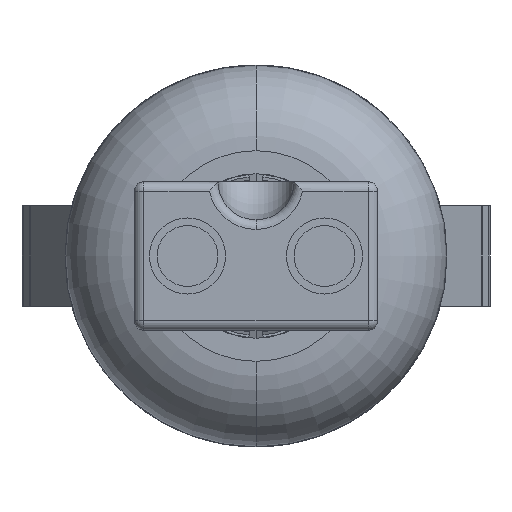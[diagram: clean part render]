
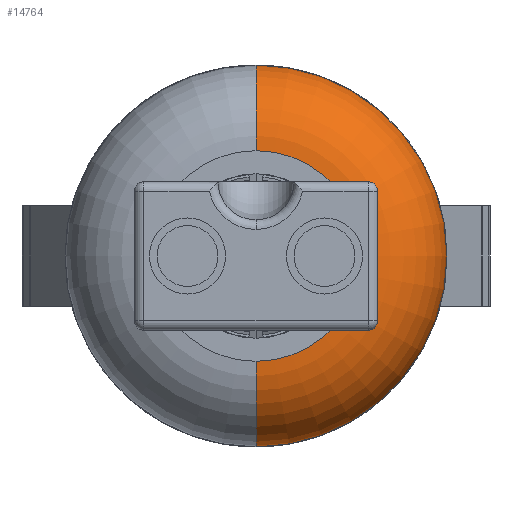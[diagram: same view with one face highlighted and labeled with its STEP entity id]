
A CAD part, left-side view. The second image highlights one B-rep face of the part: STEP entity #14764.
In plain terms, the highlighted toroidal (fillet/blend) face has major radius 5.535 mm and minor radius 4.5 mm.
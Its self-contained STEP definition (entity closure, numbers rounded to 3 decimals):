
#28 = AXIS2_PLACEMENT_3D ( 'NONE', #13517, #7569, #12094 ) ;
#881 = AXIS2_PLACEMENT_3D ( 'NONE', #11079, #3909, #3960 ) ;
#1560 = CARTESIAN_POINT ( 'NONE',  ( 199.87, 0., -10.035 ) ) ;
#2496 = CARTESIAN_POINT ( 'NONE',  ( 195.37, 0., 0. ) ) ;
#2553 = CIRCLE ( 'NONE', #5603, 5.535 ) ;
#2672 = CARTESIAN_POINT ( 'NONE',  ( 199.87, 0., 10.035 ) ) ;
#3385 = CIRCLE ( 'NONE', #13221, 4.5 ) ;
#3477 = FACE_OUTER_BOUND ( 'NONE', #14496, .T. ) ;
#3909 = DIRECTION ( 'NONE',  ( 0., -1., 0. ) ) ;
#3960 = DIRECTION ( 'NONE',  ( 0., 0., -1. ) ) ;
#4090 = VERTEX_POINT ( 'NONE', #2672 ) ;
#4295 = CARTESIAN_POINT ( 'NONE',  ( 195.37, 0., 5.535 ) ) ;
#4321 = EDGE_CURVE ( 'NONE', #6089, #4090, #3385, .T. ) ;
#4889 = DIRECTION ( 'NONE',  ( 0., 0., 1. ) ) ;
#5603 = AXIS2_PLACEMENT_3D ( 'NONE', #2496, #10795, #4889 ) ;
#6089 = VERTEX_POINT ( 'NONE', #4295 ) ;
#6167 = CIRCLE ( 'NONE', #881, 4.5 ) ;
#6341 = AXIS2_PLACEMENT_3D ( 'NONE', #14805, #6460, #7809 ) ;
#6460 = DIRECTION ( 'NONE',  ( 1., 0., 0. ) ) ;
#6842 = TOROIDAL_SURFACE ( 'NONE', #6341, 5.535, 4.5 ) ;
#7128 = DIRECTION ( 'NONE',  ( 0., 1., 0. ) ) ;
#7569 = DIRECTION ( 'NONE',  ( 1., 0., 0. ) ) ;
#7809 = DIRECTION ( 'NONE',  ( 0., 0., 1. ) ) ;
#8015 = ORIENTED_EDGE ( 'NONE', *, *, #12685, .T. ) ;
#8585 = CIRCLE ( 'NONE', #28, 10.035 ) ;
#8671 = ORIENTED_EDGE ( 'NONE', *, *, #8937, .T. ) ;
#8937 = EDGE_CURVE ( 'NONE', #11119, #14121, #6167, .T. ) ;
#9555 = ORIENTED_EDGE ( 'NONE', *, *, #11072, .F. ) ;
#10795 = DIRECTION ( 'NONE',  ( 1., 0., 0. ) ) ;
#11072 = EDGE_CURVE ( 'NONE', #4090, #14121, #8585, .T. ) ;
#11079 = CARTESIAN_POINT ( 'NONE',  ( 199.87, 0., -5.535 ) ) ;
#11119 = VERTEX_POINT ( 'NONE', #14685 ) ;
#12063 = CARTESIAN_POINT ( 'NONE',  ( 199.87, 0., 5.535 ) ) ;
#12094 = DIRECTION ( 'NONE',  ( 0., 0., 1. ) ) ;
#12685 = EDGE_CURVE ( 'NONE', #6089, #11119, #2553, .T. ) ;
#13221 = AXIS2_PLACEMENT_3D ( 'NONE', #12063, #7128, #15427 ) ;
#13517 = CARTESIAN_POINT ( 'NONE',  ( 199.87, 0., 0. ) ) ;
#14121 = VERTEX_POINT ( 'NONE', #1560 ) ;
#14227 = ORIENTED_EDGE ( 'NONE', *, *, #4321, .F. ) ;
#14496 = EDGE_LOOP ( 'NONE', ( #8015, #8671, #9555, #14227 ) ) ;
#14685 = CARTESIAN_POINT ( 'NONE',  ( 195.37, 0., -5.535 ) ) ;
#14764 = ADVANCED_FACE ( 'NONE', ( #3477 ), #6842, .T. ) ;
#14805 = CARTESIAN_POINT ( 'NONE',  ( 199.87, 0., 0. ) ) ;
#15427 = DIRECTION ( 'NONE',  ( -1., 0., 0. ) ) ;
